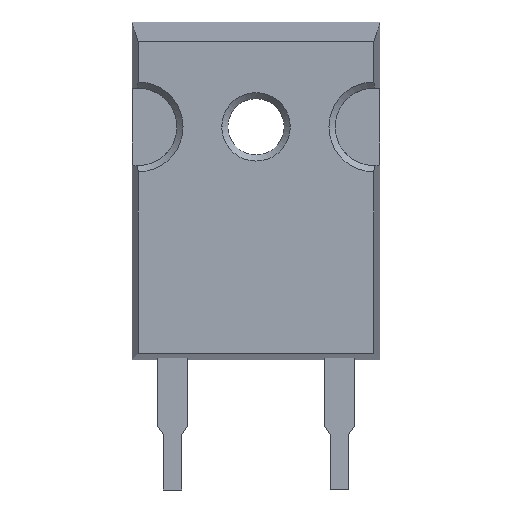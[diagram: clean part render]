
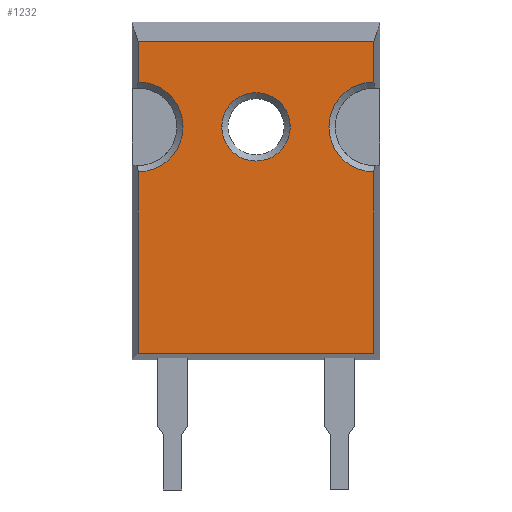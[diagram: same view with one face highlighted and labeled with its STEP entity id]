
A CAD part, front view. The second image highlights one B-rep face of the part: STEP entity #1232.
In plain terms, the highlighted planar face has unit normal (0, -1, 0).
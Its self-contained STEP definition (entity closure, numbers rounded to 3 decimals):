
#1086=CARTESIAN_POINT('',(2.24,-2.6,20.16));
#1087=VERTEX_POINT('',#1086);
#1094=CARTESIAN_POINT('',(-2.24,-2.6,20.16));
#1095=VERTEX_POINT('',#1094);
#1096=CARTESIAN_POINT('',(0.,-2.6,20.16));
#1097=DIRECTION('',(0.0,-1.0,0.0));
#1098=DIRECTION('',(1.0,0.0,0.0));
#1099=AXIS2_PLACEMENT_3D('',#1096,#1097,#1098);
#1100=CIRCLE('',#1099,2.24);
#1101=EDGE_CURVE('',#1087,#1095,#1100,.T.);
#1127=CARTESIAN_POINT('',(0.,-2.6,20.16));
#1128=DIRECTION('',(0.0,-1.0,0.0));
#1129=DIRECTION('',(1.0,0.0,0.0));
#1130=AXIS2_PLACEMENT_3D('',#1127,#1128,#1129);
#1131=CIRCLE('',#1130,2.24);
#1132=EDGE_CURVE('',#1095,#1087,#1131,.T.);
#1155=CARTESIAN_POINT('',(-8.1,-2.6,5.313));
#1156=DIRECTION('',(0.0,-1.0,0.0));
#1157=DIRECTION('',(1.0,0.0,0.0));
#1158=AXIS2_PLACEMENT_3D('',#1155,#1156,#1157);
#1159=PLANE('',#1158);
#1160=CARTESIAN_POINT('',(-7.71,-2.6,17.22));
#1161=VERTEX_POINT('',#1160);
#1162=CARTESIAN_POINT('',(-7.71,-2.6,23.1));
#1163=VERTEX_POINT('',#1162);
#1164=CARTESIAN_POINT('',(-7.71,-2.6,20.16));
#1165=DIRECTION('',(0.0,-1.0,0.0));
#1166=DIRECTION('',(1.0,0.0,0.0));
#1167=AXIS2_PLACEMENT_3D('',#1164,#1165,#1166);
#1168=CIRCLE('',#1167,2.94);
#1169=EDGE_CURVE('',#1161,#1163,#1168,.T.);
#1170=ORIENTED_EDGE('',*,*,#1169,.F.);
#1171=CARTESIAN_POINT('',(-7.71,-2.6,5.313));
#1172=VERTEX_POINT('',#1171);
#1173=CARTESIAN_POINT('',(-7.71,-2.6,5.313));
#1174=DIRECTION('',(0.0,0.0,1.0));
#1175=VECTOR('',#1174,11.907);
#1176=LINE('',#1173,#1175);
#1177=EDGE_CURVE('',#1172,#1161,#1176,.T.);
#1178=ORIENTED_EDGE('',*,*,#1177,.F.);
#1179=CARTESIAN_POINT('',(7.71,-2.6,5.313));
#1180=VERTEX_POINT('',#1179);
#1181=CARTESIAN_POINT('',(-7.71,-2.6,5.313));
#1182=DIRECTION('',(1.0,0.0,0.0));
#1183=VECTOR('',#1182,15.42);
#1184=LINE('',#1181,#1183);
#1185=EDGE_CURVE('',#1172,#1180,#1184,.T.);
#1186=ORIENTED_EDGE('',*,*,#1185,.T.);
#1187=CARTESIAN_POINT('',(7.71,-2.6,17.22));
#1188=VERTEX_POINT('',#1187);
#1189=CARTESIAN_POINT('',(7.71,-2.6,17.22));
#1190=DIRECTION('',(0.0,0.0,-1.0));
#1191=VECTOR('',#1190,11.907);
#1192=LINE('',#1189,#1191);
#1193=EDGE_CURVE('',#1188,#1180,#1192,.T.);
#1194=ORIENTED_EDGE('',*,*,#1193,.F.);
#1195=CARTESIAN_POINT('',(7.71,-2.6,23.1));
#1196=VERTEX_POINT('',#1195);
#1197=CARTESIAN_POINT('',(7.71,-2.6,20.16));
#1198=DIRECTION('',(0.0,-1.0,0.0));
#1199=DIRECTION('',(-1.0,0.0,0.0));
#1200=AXIS2_PLACEMENT_3D('',#1197,#1198,#1199);
#1201=CIRCLE('',#1200,2.94);
#1202=EDGE_CURVE('',#1196,#1188,#1201,.T.);
#1203=ORIENTED_EDGE('',*,*,#1202,.F.);
#1204=CARTESIAN_POINT('',(7.71,-2.6,25.727));
#1205=VERTEX_POINT('',#1204);
#1206=CARTESIAN_POINT('',(7.71,-2.6,25.727));
#1207=DIRECTION('',(0.0,0.0,-1.0));
#1208=VECTOR('',#1207,2.627);
#1209=LINE('',#1206,#1208);
#1210=EDGE_CURVE('',#1205,#1196,#1209,.T.);
#1211=ORIENTED_EDGE('',*,*,#1210,.F.);
#1212=CARTESIAN_POINT('',(-7.71,-2.6,25.727));
#1213=VERTEX_POINT('',#1212);
#1214=CARTESIAN_POINT('',(-7.71,-2.6,25.727));
#1215=DIRECTION('',(1.0,0.0,0.0));
#1216=VECTOR('',#1215,15.42);
#1217=LINE('',#1214,#1216);
#1218=EDGE_CURVE('',#1213,#1205,#1217,.T.);
#1219=ORIENTED_EDGE('',*,*,#1218,.F.);
#1220=CARTESIAN_POINT('',(-7.71,-2.6,23.1));
#1221=DIRECTION('',(0.0,0.0,1.0));
#1222=VECTOR('',#1221,2.627);
#1223=LINE('',#1220,#1222);
#1224=EDGE_CURVE('',#1163,#1213,#1223,.T.);
#1225=ORIENTED_EDGE('',*,*,#1224,.F.);
#1226=EDGE_LOOP('',(#1170,#1178,#1186,#1194,#1203,#1211,#1219,#1225));
#1227=FACE_OUTER_BOUND('',#1226,.T.);
#1228=ORIENTED_EDGE('',*,*,#1132,.F.);
#1229=ORIENTED_EDGE('',*,*,#1101,.F.);
#1230=EDGE_LOOP('',(#1228,#1229));
#1231=FACE_BOUND('',#1230,.T.);
#1232=ADVANCED_FACE('',(#1227,#1231),#1159,.T.);
